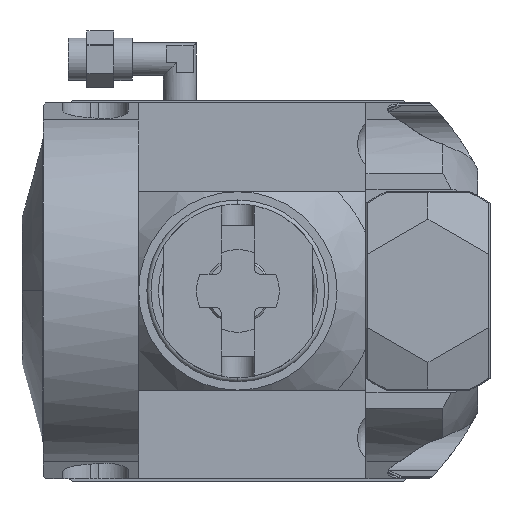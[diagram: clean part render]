
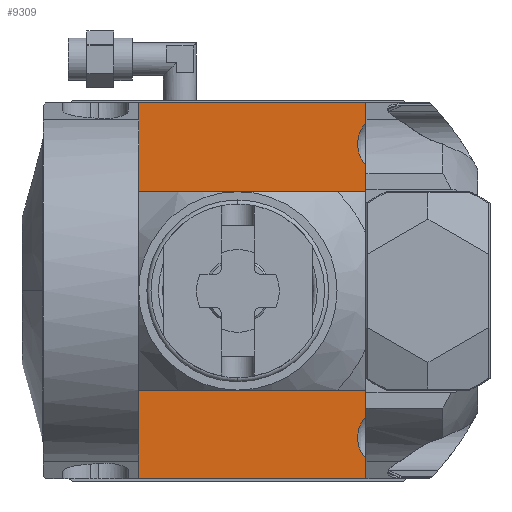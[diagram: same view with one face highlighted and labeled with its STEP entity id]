
A CAD part, left-side view. The second image highlights one B-rep face of the part: STEP entity #9309.
In plain terms, the highlighted planar face has unit normal (-1, 0, 0).
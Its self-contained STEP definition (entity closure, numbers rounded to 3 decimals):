
#39=DIRECTION('',(0.,-1.,0.));
#40=VECTOR('',#39,55.);
#41=CARTESIAN_POINT('',(-29.8,24.,45.5));
#42=LINE('',#41,#40);
#307=DIRECTION('',(0.,1.,0.));
#308=VECTOR('',#307,55.);
#309=CARTESIAN_POINT('',(-29.8,-31.,-45.5));
#310=LINE('',#309,#308);
#700=DIRECTION('',(0.,0.,1.));
#701=VECTOR('',#700,91.);
#702=CARTESIAN_POINT('',(-29.8,24.,-45.5));
#703=LINE('',#702,#701);
#1580=DIRECTION('',(0.,0.,1.));
#1581=VECTOR('',#1580,4.856);
#1582=CARTESIAN_POINT('',(-29.8,-31.,-45.5));
#1583=LINE('',#1582,#1581);
#1631=DIRECTION('',(0.,0.,1.));
#1632=VECTOR('',#1631,60.712);
#1633=CARTESIAN_POINT('',(-29.8,-31.,-30.356));
#1634=LINE('',#1633,#1632);
#1682=DIRECTION('',(0.,0.,1.));
#1683=VECTOR('',#1682,4.856);
#1684=CARTESIAN_POINT('',(-29.8,-31.,40.644));
#1685=LINE('',#1684,#1683);
#2594=CARTESIAN_POINT('',(-29.8,-36.5,-35.5));
#2595=DIRECTION('',(1.,0.,0.));
#2596=DIRECTION('',(0.,0.73,-0.683));
#2597=AXIS2_PLACEMENT_3D('',#2594,#2595,#2596);
#2653=CARTESIAN_POINT('',(-29.8,-36.5,35.5));
#2654=DIRECTION('',(1.,0.,0.));
#2655=DIRECTION('',(0.,0.73,-0.683));
#2656=AXIS2_PLACEMENT_3D('',#2653,#2654,#2655);
#6244=CARTESIAN_POINT('',(-29.8,24.,-45.5));
#6245=CARTESIAN_POINT('',(-29.8,24.,45.5));
#6246=VERTEX_POINT('',#6244);
#6247=VERTEX_POINT('',#6245);
#6248=CARTESIAN_POINT('',(-29.8,-31.,45.5));
#6249=VERTEX_POINT('',#6248);
#6250=CARTESIAN_POINT('',(-29.8,-31.,-45.5));
#6251=VERTEX_POINT('',#6250);
#6469=CARTESIAN_POINT('',(-29.8,-31.,-30.356));
#6470=VERTEX_POINT('',#6469);
#6471=CARTESIAN_POINT('',(-29.8,-31.,-40.644));
#6472=VERTEX_POINT('',#6471);
#6473=CARTESIAN_POINT('',(-29.8,-31.,40.644));
#6474=VERTEX_POINT('',#6473);
#6475=CARTESIAN_POINT('',(-29.8,-31.,30.356));
#6476=VERTEX_POINT('',#6475);
#9293=CARTESIAN_POINT('',(-29.8,24.,-57.));
#9294=DIRECTION('',(1.,0.,0.));
#9295=DIRECTION('',(0.,0.,1.));
#9296=AXIS2_PLACEMENT_3D('',#9293,#9294,#9295);
#9297=PLANE('',#9296);
#9298=ORIENTED_EDGE('',*,*,#9286,.F.);
#9299=ORIENTED_EDGE('',*,*,#8132,.F.);
#9300=ORIENTED_EDGE('',*,*,#7354,.T.);
#9301=ORIENTED_EDGE('',*,*,#7639,.T.);
#9302=ORIENTED_EDGE('',*,*,#7130,.T.);
#9303=ORIENTED_EDGE('',*,*,#8148,.F.);
#9305=ORIENTED_EDGE('',*,*,#9304,.F.);
#9306=ORIENTED_EDGE('',*,*,#8140,.F.);
#9307=EDGE_LOOP('',(#9298,#9299,#9300,#9301,#9302,#9303,#9305,#9306));
#9308=FACE_OUTER_BOUND('',#9307,.F.);
#9309=ADVANCED_FACE('',(#9308),#9297,.F.);
#2598=CIRCLE('',#2597,7.531);
#2657=CIRCLE('',#2656,7.531);
#7130=EDGE_CURVE('',#6247,#6249,#42,.T.);
#7354=EDGE_CURVE('',#6251,#6246,#310,.T.);
#7639=EDGE_CURVE('',#6246,#6247,#703,.T.);
#8132=EDGE_CURVE('',#6251,#6472,#1583,.T.);
#8140=EDGE_CURVE('',#6470,#6476,#1634,.T.);
#8148=EDGE_CURVE('',#6474,#6249,#1685,.T.);
#9286=EDGE_CURVE('',#6472,#6470,#2598,.T.);
#9304=EDGE_CURVE('',#6476,#6474,#2657,.T.);
